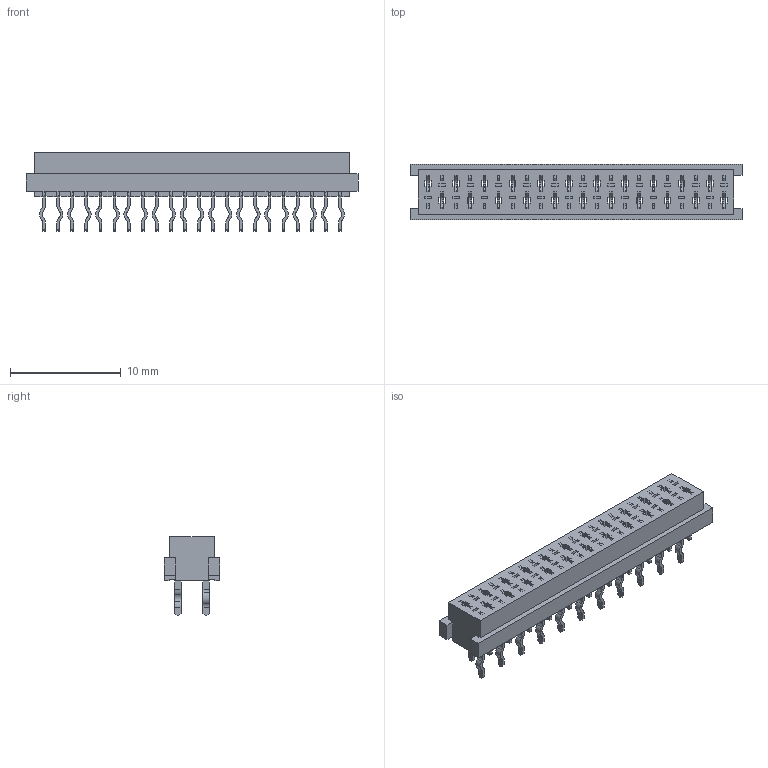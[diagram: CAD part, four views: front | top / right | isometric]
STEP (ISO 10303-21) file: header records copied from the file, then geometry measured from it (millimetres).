
FILE_DESCRIPTION( ( 'Unknown' ), '1' );
FILE_NAME( '690367182272.stp', 'Unknown', ( 'Unknown' ), ( 'Unknown' ), 'PSStep 14.0', 'Unknown', ' ' );
FILE_SCHEMA( ( 'AUTOMOTIVE_DESIGN { 1 0 10303 214 1 1 1 1 }' ) );
Length unit declared in the file: millimetre
Products named in the file (3): Assem1; Pin; 690367182272
Assembly tree (23 placements, depth 2):
  Assem1
    Pin  x22
    690367182272
Bounding box: 29.94 x 5 x 7.1 mm (x, y, z)
Volume: 475.9 mm3; surface area: 1624.5 mm2
Topology: 23 solids, 23 shells, 1760 faces, 5116 edges, 3380 vertices
Faces by surface type: plane 1276, cylinder 484
Entity records: 27420 total; most frequent: CARTESIAN_POINT 3938, ORIENTED_EDGE 3932, DIRECTION 3394, EDGE_CURVE 1966, LINE 1922, VECTOR 1922, VERTEX_POINT 1280, AXIS2_PLACEMENT_3D 736
